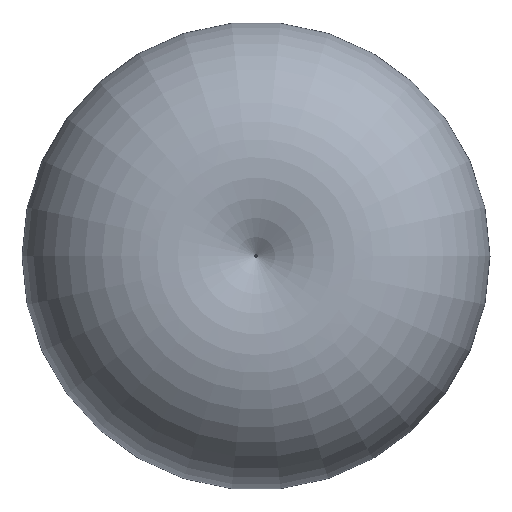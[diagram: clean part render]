
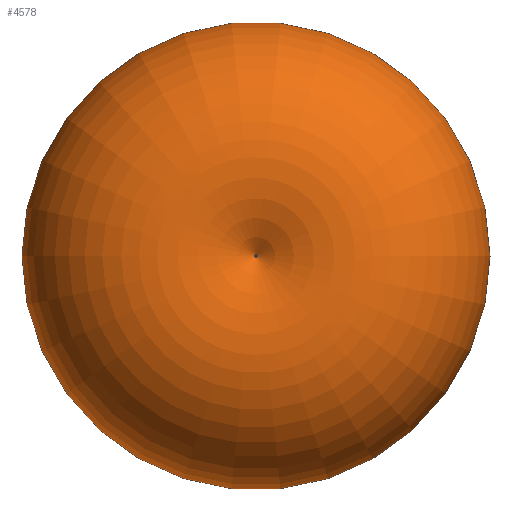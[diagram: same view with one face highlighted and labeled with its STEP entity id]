
A CAD part, left-side view. The second image highlights one B-rep face of the part: STEP entity #4578.
In plain terms, the highlighted toroidal (fillet/blend) face has major radius 72.34 mm and minor radius 122.64 mm.
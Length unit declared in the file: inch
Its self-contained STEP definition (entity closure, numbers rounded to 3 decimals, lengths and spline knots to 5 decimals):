
#946=DEGENERATE_TOROIDAL_SURFACE('',#4932,2.84804,4.82836,
 .F.);
#1511=CIRCLE('',#4766,4.82836);
#1600=CIRCLE('',#4933,4.82836);
#1747=VERTEX_POINT('',#7085);
#1750=VERTEX_POINT('',#7104);
#1789=VERTEX_POINT('',#8008);
#1881=VERTEX_POINT('',#9050);
#2149=B_SPLINE_CURVE_WITH_KNOTS('',3,(#8963,#8964,#8965,#8966,#8967,#8968,
#8969,#8970,#8971,#8972,#8973,#8974,#8975,#8976),.UNSPECIFIED.,.F.,.U.,
(4,2,2,2,2,2,4),(0.,0.52838,4.77032,8.19079,
11.03715,13.27929,14.68063),.UNSPECIFIED.);
#2151=B_SPLINE_CURVE_WITH_KNOTS('',3,(#9051,#9052,#9053,#9054,#9055,#9056,
#9057,#9058,#9059,#9060,#9061,#9062,#9063,#9064,#9065,#9066,#9067,#9068,
#9069),.UNSPECIFIED.,.F.,.U.,(4,3,3,3,3,3,4),(-14.68063,-13.27929,
-11.03715,-8.19079,-4.77032,-0.52838,
0.),.UNSPECIFIED.);
#2245=EDGE_CURVE('',#1750,#1747,#1511,.T.);
#2458=EDGE_CURVE('',#1789,#1750,#2149,.F.);
#2461=EDGE_CURVE('',#1881,#1789,#1600,.T.);
#2462=EDGE_CURVE('',#1747,#1881,#2151,.T.);
#3253=ORIENTED_EDGE('',*,*,#2458,.F.);
#3254=ORIENTED_EDGE('',*,*,#2461,.F.);
#3255=ORIENTED_EDGE('',*,*,#2462,.F.);
#3256=ORIENTED_EDGE('',*,*,#2245,.F.);
#4013=EDGE_LOOP('',(#3253,#3254,#3255,#3256));
#4296=FACE_BOUND('',#4013,.T.);
#4578=ADVANCED_FACE('',(#4296),#946,.T.);
#4766=AXIS2_PLACEMENT_3D('',#7105,#5228,#5229);
#4932=AXIS2_PLACEMENT_3D('',#9048,#5606,$);
#4933=AXIS2_PLACEMENT_3D('',#9049,#5607,#5608);
#5228=DIRECTION('',(0.,0.,-1.));
#5229=DIRECTION('',(4.828,0.,0.));
#5606=DIRECTION('',(-1.,0.,0.));
#5607=DIRECTION('',(0.,0.,-1.));
#5608=DIRECTION('',(-4.828,0.,0.));
#7085=CARTESIAN_POINT('',(-0.78622,-1.91587,1.93701));
#7104=CARTESIAN_POINT('',(0.78622,-1.91587,1.93701));
#7105=CARTESIAN_POINT('',(0.,2.84804,1.93701));
#8008=CARTESIAN_POINT('',(0.78622,1.91587,1.93701));
#8963=CARTESIAN_POINT('',(0.78622,-1.91587,1.93701));
#8964=CARTESIAN_POINT('',(0.77644,-1.91749,2.0094));
#8965=CARTESIAN_POINT('',(0.76661,-1.91496,2.08216));
#8966=CARTESIAN_POINT('',(0.67828,-1.8545,2.73618));
#8967=CARTESIAN_POINT('',(0.60415,-1.51815,3.28456));
#8968=CARTESIAN_POINT('',(0.52788,-0.61568,3.84881));
#8969=CARTESIAN_POINT('',(0.51507,-0.11781,3.94353));
#8970=CARTESIAN_POINT('',(0.53656,0.73987,3.78462));
#8971=CARTESIAN_POINT('',(0.56324,1.10589,3.58724));
#8972=CARTESIAN_POINT('',(0.63122,1.59331,3.08426));
#8973=CARTESIAN_POINT('',(0.66862,1.75446,2.80758));
#8974=CARTESIAN_POINT('',(0.73388,1.89477,2.32447));
#8975=CARTESIAN_POINT('',(0.76029,1.92015,2.12899));
#8976=CARTESIAN_POINT('',(0.78622,1.91587,1.93701));
#9048=CARTESIAN_POINT('',(0.,0.,1.93701));
#9049=CARTESIAN_POINT('',(0.,-2.84804,1.93701));
#9050=CARTESIAN_POINT('',(-0.78622,1.91587,1.93701));
#9051=CARTESIAN_POINT('',(-0.78622,-1.91587,1.93701));
#9052=CARTESIAN_POINT('',(-0.76029,-1.92015,2.12899));
#9053=CARTESIAN_POINT('',(-0.73388,-1.89477,2.32447));
#9054=CARTESIAN_POINT('',(-0.70878,-1.84081,2.51028));
#9055=CARTESIAN_POINT('',(-0.66862,-1.75446,2.80758));
#9056=CARTESIAN_POINT('',(-0.63122,-1.59331,3.08426));
#9057=CARTESIAN_POINT('',(-0.60127,-1.37854,3.30589));
#9058=CARTESIAN_POINT('',(-0.56324,-1.10589,3.58724));
#9059=CARTESIAN_POINT('',(-0.53656,-0.73987,3.78462));
#9060=CARTESIAN_POINT('',(-0.5268,-0.35032,3.8568));
#9061=CARTESIAN_POINT('',(-0.51507,0.11781,3.94353));
#9062=CARTESIAN_POINT('',(-0.52788,0.61568,3.84881));
#9063=CARTESIAN_POINT('',(-0.56193,1.01854,3.59693));
#9064=CARTESIAN_POINT('',(-0.60415,1.51815,3.28456));
#9065=CARTESIAN_POINT('',(-0.67828,1.8545,2.73618));
#9066=CARTESIAN_POINT('',(-0.75683,1.90827,2.1546));
#9067=CARTESIAN_POINT('',(-0.76661,1.91496,2.08216));
#9068=CARTESIAN_POINT('',(-0.77644,1.91749,2.0094));
#9069=CARTESIAN_POINT('',(-0.78622,1.91587,1.93701));
